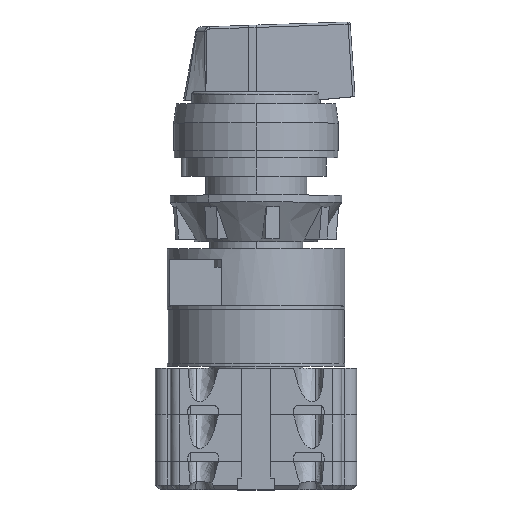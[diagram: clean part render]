
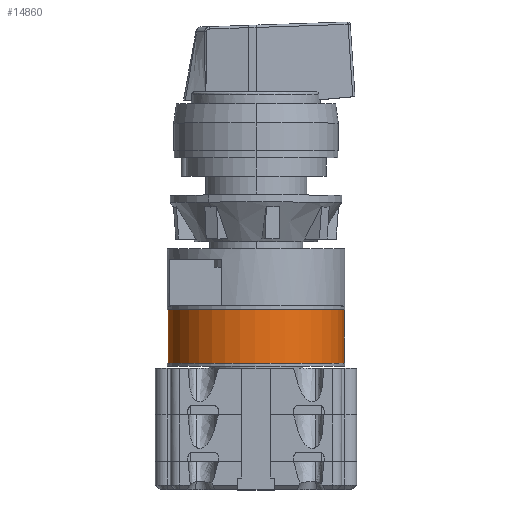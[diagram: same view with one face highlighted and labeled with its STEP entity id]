
A CAD part, top view. The second image highlights one B-rep face of the part: STEP entity #14860.
In plain terms, the highlighted cylindrical face has radius 18.8 mm (diameter 37.6 mm), a partial arc.
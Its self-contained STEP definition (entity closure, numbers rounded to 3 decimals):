
#890 = CIRCLE ( 'NONE', #9299, 18.8 ) ;
#1530 = CARTESIAN_POINT ( 'NONE',  ( 0., -6.17, 0. ) ) ;
#1885 = CARTESIAN_POINT ( 'NONE',  ( -0.841, -6.17, -18.781 ) ) ;
#3491 = CARTESIAN_POINT ( 'NONE',  ( 0., -6.17, 0. ) ) ;
#3611 = ORIENTED_EDGE ( 'NONE', *, *, #22481, .T. ) ;
#5342 = VERTEX_POINT ( 'NONE', #17482 ) ;
#8354 = AXIS2_PLACEMENT_3D ( 'NONE', #9979, #27664, #25752 ) ;
#9299 = AXIS2_PLACEMENT_3D ( 'NONE', #1530, #23746, #23321 ) ;
#9979 = CARTESIAN_POINT ( 'NONE',  ( 0., -17.67, 0. ) ) ;
#10886 = ORIENTED_EDGE ( 'NONE', *, *, #23253, .F. ) ;
#12111 = DIRECTION ( 'NONE',  ( 0., -1., 0. ) ) ;
#13270 = DIRECTION ( 'NONE',  ( 0., -1., 0. ) ) ;
#13838 = ORIENTED_EDGE ( 'NONE', *, *, #23930, .F. ) ;
#14860 = ADVANCED_FACE ( 'NONE', ( #25273 ), #27902, .T. ) ;
#15468 = CARTESIAN_POINT ( 'NONE',  ( -0.841, -6.17, -18.781 ) ) ;
#15895 = DIRECTION ( 'NONE',  ( 0., -1., 0. ) ) ;
#16110 = CARTESIAN_POINT ( 'NONE',  ( -0.841, -17.67, -18.781 ) ) ;
#16473 = EDGE_CURVE ( 'NONE', #24255, #5342, #20932, .T. ) ;
#17482 = CARTESIAN_POINT ( 'NONE',  ( 0.574, -17.67, -18.791 ) ) ;
#17638 = VECTOR ( 'NONE', #13270, 1000. ) ;
#17942 = VERTEX_POINT ( 'NONE', #20598 ) ;
#18121 = VERTEX_POINT ( 'NONE', #1885 ) ;
#18591 = ORIENTED_EDGE ( 'NONE', *, *, #16473, .T. ) ;
#19460 = AXIS2_PLACEMENT_3D ( 'NONE', #3491, #12111, #28203 ) ;
#19983 = LINE ( 'NONE', #15468, #20733 ) ;
#20598 = CARTESIAN_POINT ( 'NONE',  ( 0.574, -6.17, -18.791 ) ) ;
#20733 = VECTOR ( 'NONE', #15895, 1000. ) ;
#20932 = CIRCLE ( 'NONE', #8354, 18.8 ) ;
#22333 = LINE ( 'NONE', #26599, #17638 ) ;
#22481 = EDGE_CURVE ( 'NONE', #18121, #24255, #19983, .T. ) ;
#23253 = EDGE_CURVE ( 'NONE', #17942, #5342, #22333, .T. ) ;
#23321 = DIRECTION ( 'NONE',  ( 0., 0., -1. ) ) ;
#23746 = DIRECTION ( 'NONE',  ( 0., 1., 0. ) ) ;
#23930 = EDGE_CURVE ( 'NONE', #18121, #17942, #890, .T. ) ;
#24255 = VERTEX_POINT ( 'NONE', #16110 ) ;
#25273 = FACE_OUTER_BOUND ( 'NONE', #27317, .T. ) ;
#25752 = DIRECTION ( 'NONE',  ( 0., 0., -1. ) ) ;
#26599 = CARTESIAN_POINT ( 'NONE',  ( 0.574, -6.17, -18.791 ) ) ;
#27317 = EDGE_LOOP ( 'NONE', ( #18591, #10886, #13838, #3611 ) ) ;
#27664 = DIRECTION ( 'NONE',  ( 0., 1., 0. ) ) ;
#27902 = CYLINDRICAL_SURFACE ( 'NONE', #19460, 18.8 ) ;
#28203 = DIRECTION ( 'NONE',  ( 0., 0., -1. ) ) ;
